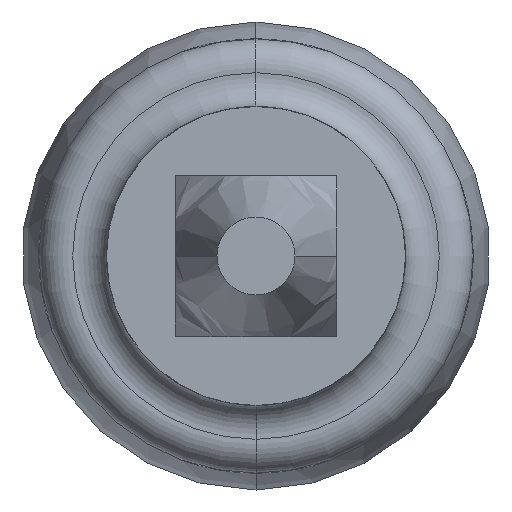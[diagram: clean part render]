
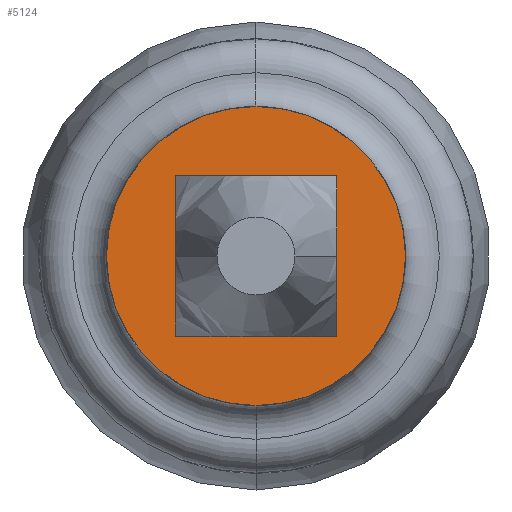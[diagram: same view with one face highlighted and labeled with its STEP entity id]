
A CAD part, front view. The second image highlights one B-rep face of the part: STEP entity #5124.
In plain terms, the highlighted planar face has unit normal (0, -1, 0).
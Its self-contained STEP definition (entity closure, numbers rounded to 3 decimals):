
#314 = CARTESIAN_POINT ( 'NONE',  ( 0.31, -30., -0.31 ) ) ;
#342 = ORIENTED_EDGE ( 'NONE', *, *, #2673, .T. ) ;
#471 = CARTESIAN_POINT ( 'NONE',  ( -0.31, -30., -0.31 ) ) ;
#537 = CARTESIAN_POINT ( 'NONE',  ( -0.31, -30., -0.31 ) ) ;
#687 = ORIENTED_EDGE ( 'NONE', *, *, #5176, .F. ) ;
#711 = CIRCLE ( 'NONE', #5739, 0.575 ) ;
#742 = CARTESIAN_POINT ( 'NONE',  ( 0.31, -30., 0.31 ) ) ;
#823 = VECTOR ( 'NONE', #2061, 1000. ) ;
#1085 = DIRECTION ( 'NONE',  ( 0., 1., 0. ) ) ;
#1144 = EDGE_LOOP ( 'NONE', ( #6148, #3713, #342, #4409 ) ) ;
#1150 = DIRECTION ( 'NONE',  ( 1., 0., 0. ) ) ;
#1224 = VECTOR ( 'NONE', #3886, 1000. ) ;
#1375 = DIRECTION ( 'NONE',  ( 0., 1., 0. ) ) ;
#1554 = DIRECTION ( 'NONE',  ( 0., 0., 1. ) ) ;
#1616 = FACE_BOUND ( 'NONE', #1144, .T. ) ;
#1810 = EDGE_CURVE ( 'Defeature ausgef�hrt3_6+Defeature ausgef�hrt3_2+Defeature ausgef�hrt3_1+Defeature ausgef�hrt3_3', #2015, #5825, #5941, .T. ) ;
#1852 = EDGE_CURVE ( 'Defeature ausgef�hrt3_6+Defeature ausgef�hrt3_0+Defeature ausgef�hrt3_3+Defeature ausgef�hrt3_1', #1911, #5502, #2505, .T. ) ;
#1911 = VERTEX_POINT ( 'NONE', #5407 ) ;
#2015 = VERTEX_POINT ( 'NONE', #742 ) ;
#2061 = DIRECTION ( 'NONE',  ( 0., 0., 1. ) ) ;
#2171 = LINE ( 'NONE', #3128, #2390 ) ;
#2208 = EDGE_LOOP ( 'NONE', ( #687, #4697 ) ) ;
#2315 = CARTESIAN_POINT ( 'NONE',  ( 0., -30., 0.575 ) ) ;
#2390 = VECTOR ( 'NONE', #1150, 1000. ) ;
#2445 = DIRECTION ( 'NONE',  ( 0., 0., -1. ) ) ;
#2505 = LINE ( 'NONE', #537, #823 ) ;
#2673 = EDGE_CURVE ( 'Defeature ausgef�hrt3_6+Defeature ausgef�hrt3_1+Defeature ausgef�hrt3_0+Defeature ausgef�hrt3_2', #5502, #2015, #2171, .T. ) ;
#2752 = FACE_OUTER_BOUND ( 'NONE', #2208, .T. ) ;
#2892 = EDGE_CURVE ( 'Defeature ausgef�hrt3_8+Defeature ausgef�hrt3_6+Defeature ausgef�hrt3_6+Defeature ausgef�hrt3_6', #5413, #5776, #711, .T. ) ;
#2986 = CIRCLE ( 'NONE', #3397, 0.575 ) ;
#3028 = CARTESIAN_POINT ( 'NONE',  ( 0., -30., 0. ) ) ;
#3128 = CARTESIAN_POINT ( 'NONE',  ( -0.31, -30., 0.31 ) ) ;
#3263 = DIRECTION ( 'NONE',  ( 0., 0., 1. ) ) ;
#3397 = AXIS2_PLACEMENT_3D ( 'NONE', #3028, #1085, #1554 ) ;
#3481 = AXIS2_PLACEMENT_3D ( 'NONE', #3729, #1375, #3263 ) ;
#3713 = ORIENTED_EDGE ( 'NONE', *, *, #1852, .T. ) ;
#3729 = CARTESIAN_POINT ( 'NONE',  ( 0.575, -30., 0. ) ) ;
#3886 = DIRECTION ( 'NONE',  ( -1., 0., 0. ) ) ;
#4306 = DIRECTION ( 'NONE',  ( 0., 1., 0. ) ) ;
#4409 = ORIENTED_EDGE ( 'NONE', *, *, #1810, .T. ) ;
#4557 = LINE ( 'NONE', #471, #1224 ) ;
#4697 = ORIENTED_EDGE ( 'NONE', *, *, #2892, .F. ) ;
#4727 = EDGE_CURVE ( 'Defeature ausgef�hrt3_6+Defeature ausgef�hrt3_3+Defeature ausgef�hrt3_2+Defeature ausgef�hrt3_0', #5825, #1911, #4557, .T. ) ;
#4922 = CARTESIAN_POINT ( 'NONE',  ( -0.31, -30., 0.31 ) ) ;
#5124 = ADVANCED_FACE ( 'Defeature ausgef�hrt3_6', ( #2752, #1616 ), #6143, .F. ) ;
#5176 = EDGE_CURVE ( 'Defeature ausgef�hrt3_8+Defeature ausgef�hrt3_6+Defeature ausgef�hrt3_6+Defeature ausgef�hrt3_6', #5776, #5413, #2986, .T. ) ;
#5336 = CARTESIAN_POINT ( 'NONE',  ( 0., -30., -0.575 ) ) ;
#5351 = VECTOR ( 'NONE', #2445, 1000. ) ;
#5407 = CARTESIAN_POINT ( 'NONE',  ( -0.31, -30., -0.31 ) ) ;
#5413 = VERTEX_POINT ( 'NONE', #5336 ) ;
#5502 = VERTEX_POINT ( 'NONE', #4922 ) ;
#5739 = AXIS2_PLACEMENT_3D ( 'NONE', #6149, #4306, #6181 ) ;
#5776 = VERTEX_POINT ( 'NONE', #2315 ) ;
#5777 = CARTESIAN_POINT ( 'NONE',  ( 0.31, -30., -0.31 ) ) ;
#5825 = VERTEX_POINT ( 'NONE', #314 ) ;
#5941 = LINE ( 'NONE', #5777, #5351 ) ;
#6143 = PLANE ( 'NONE',  #3481 ) ;
#6148 = ORIENTED_EDGE ( 'NONE', *, *, #4727, .T. ) ;
#6149 = CARTESIAN_POINT ( 'NONE',  ( 0., -30., 0. ) ) ;
#6181 = DIRECTION ( 'NONE',  ( 0., 0., 1. ) ) ;
